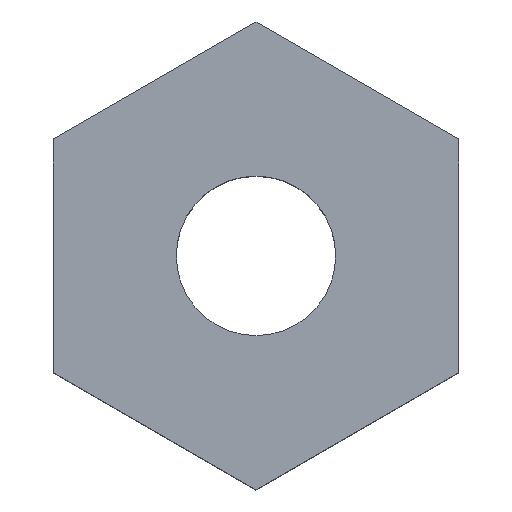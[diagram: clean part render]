
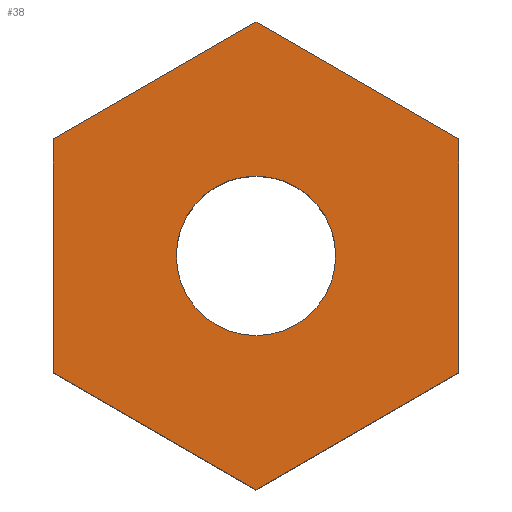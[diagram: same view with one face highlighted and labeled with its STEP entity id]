
A CAD part, top view. The second image highlights one B-rep face of the part: STEP entity #38.
In plain terms, the highlighted planar face has unit normal (0, 0, 1).
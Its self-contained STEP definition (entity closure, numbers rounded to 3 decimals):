
#23 = EDGE_LOOP ( 'NONE', ( #288, #289 ) ) ;
#38 = ADVANCED_FACE ( 'NONE', ( #440, #442 ), #90, .T. ) ;
#86 = DIRECTION ( 'NONE',  ( 0., 0., 1. ) ) ;
#89 = CARTESIAN_POINT ( 'NONE',  ( 3.175, 5.499, 5.75 ) ) ;
#90 = PLANE ( 'NONE',  #392 ) ;
#92 = DIRECTION ( 'NONE',  ( 1., 0., 0. ) ) ;
#123 = CARTESIAN_POINT ( 'NONE',  ( -3.175, -1.833, 5.75 ) ) ;
#126 = DIRECTION ( 'NONE',  ( 0.866, -0.5, 0. ) ) ;
#128 = CARTESIAN_POINT ( 'NONE',  ( 0., -3.666, 5.75 ) ) ;
#129 = DIRECTION ( 'NONE',  ( 0.866, 0.5, 0. ) ) ;
#131 = CARTESIAN_POINT ( 'NONE',  ( 0., 0., 5.75 ) ) ;
#132 = DIRECTION ( 'NONE',  ( 0., 0., 1. ) ) ;
#133 = DIRECTION ( 'NONE',  ( 1., 0., 0. ) ) ;
#157 = CARTESIAN_POINT ( 'NONE',  ( 0., 0., 5.75 ) ) ;
#158 = DIRECTION ( 'NONE',  ( 0., 0., 1. ) ) ;
#159 = DIRECTION ( 'NONE',  ( 1., 0., 0. ) ) ;
#183 = EDGE_LOOP ( 'NONE', ( #290, #291, #292, #293, #294, #295 ) ) ;
#186 = EDGE_CURVE ( 'NONE', #355, #356, #448, .T. ) ;
#188 = EDGE_CURVE ( 'NONE', #356, #350, #465, .T. ) ;
#189 = EDGE_CURVE ( 'NONE', #332, #336, #464, .T. ) ;
#197 = EDGE_CURVE ( 'NONE', #336, #332, #476, .T. ) ;
#215 = EDGE_CURVE ( 'NONE', #350, #349, #603, .T. ) ;
#219 = EDGE_CURVE ( 'NONE', #349, #351, #605, .T. ) ;
#222 = EDGE_CURVE ( 'NONE', #351, #354, #609, .T. ) ;
#225 = EDGE_CURVE ( 'NONE', #354, #355, #615, .T. ) ;
#288 = ORIENTED_EDGE ( 'NONE', *, *, #189, .F. ) ;
#289 = ORIENTED_EDGE ( 'NONE', *, *, #197, .F. ) ;
#290 = ORIENTED_EDGE ( 'NONE', *, *, #215, .T. ) ;
#291 = ORIENTED_EDGE ( 'NONE', *, *, #219, .T. ) ;
#292 = ORIENTED_EDGE ( 'NONE', *, *, #222, .T. ) ;
#293 = ORIENTED_EDGE ( 'NONE', *, *, #225, .T. ) ;
#294 = ORIENTED_EDGE ( 'NONE', *, *, #186, .T. ) ;
#295 = ORIENTED_EDGE ( 'NONE', *, *, #188, .T. ) ;
#332 = VERTEX_POINT ( 'NONE', #554 ) ;
#336 = VERTEX_POINT ( 'NONE', #555 ) ;
#349 = VERTEX_POINT ( 'NONE', #572 ) ;
#350 = VERTEX_POINT ( 'NONE', #573 ) ;
#351 = VERTEX_POINT ( 'NONE', #574 ) ;
#354 = VERTEX_POINT ( 'NONE', #577 ) ;
#355 = VERTEX_POINT ( 'NONE', #578 ) ;
#356 = VERTEX_POINT ( 'NONE', #579 ) ;
#392 = AXIS2_PLACEMENT_3D ( 'NONE', #89, #86, #92 ) ;
#399 = AXIS2_PLACEMENT_3D ( 'NONE', #131, #132, #133 ) ;
#412 = AXIS2_PLACEMENT_3D ( 'NONE', #157, #158, #159 ) ;
#440 = FACE_BOUND ( 'NONE', #23, .T. ) ;
#442 = FACE_OUTER_BOUND ( 'NONE', #183, .T. ) ;
#448 = LINE ( 'NONE', #123, #461 ) ;
#461 = VECTOR ( 'NONE', #126, 1000. ) ;
#464 = CIRCLE ( 'NONE', #399, 1.25 ) ;
#465 = LINE ( 'NONE', #128, #466 ) ;
#466 = VECTOR ( 'NONE', #129, 1000. ) ;
#476 = CIRCLE ( 'NONE', #412, 1.25 ) ;
#526 = CARTESIAN_POINT ( 'NONE',  ( 3.175, -1.833, 5.75 ) ) ;
#531 = CARTESIAN_POINT ( 'NONE',  ( 3.175, 1.833, 5.75 ) ) ;
#533 = DIRECTION ( 'NONE',  ( 0., 1., 0. ) ) ;
#535 = CARTESIAN_POINT ( 'NONE',  ( 0., 3.666, 5.75 ) ) ;
#539 = CARTESIAN_POINT ( 'NONE',  ( -3.175, 1.833, 5.75 ) ) ;
#541 = DIRECTION ( 'NONE',  ( -0.866, 0.5, 0. ) ) ;
#547 = DIRECTION ( 'NONE',  ( -0.866, -0.5, 0. ) ) ;
#553 = DIRECTION ( 'NONE',  ( 0., -1., 0. ) ) ;
#554 = CARTESIAN_POINT ( 'NONE',  ( 1.25, 0., 5.75 ) ) ;
#555 = CARTESIAN_POINT ( 'NONE',  ( -1.25, 0., 5.75 ) ) ;
#572 = CARTESIAN_POINT ( 'NONE',  ( 3.175, 1.833, 5.75 ) ) ;
#573 = CARTESIAN_POINT ( 'NONE',  ( 3.175, -1.833, 5.75 ) ) ;
#574 = CARTESIAN_POINT ( 'NONE',  ( 0., 3.666, 5.75 ) ) ;
#577 = CARTESIAN_POINT ( 'NONE',  ( -3.175, 1.833, 5.75 ) ) ;
#578 = CARTESIAN_POINT ( 'NONE',  ( -3.175, -1.833, 5.75 ) ) ;
#579 = CARTESIAN_POINT ( 'NONE',  ( 0., -3.666, 5.75 ) ) ;
#603 = LINE ( 'NONE', #526, #604 ) ;
#604 = VECTOR ( 'NONE', #533, 1000. ) ;
#605 = LINE ( 'NONE', #531, #612 ) ;
#609 = LINE ( 'NONE', #535, #618 ) ;
#612 = VECTOR ( 'NONE', #541, 1000. ) ;
#615 = LINE ( 'NONE', #539, #623 ) ;
#618 = VECTOR ( 'NONE', #547, 1000. ) ;
#623 = VECTOR ( 'NONE', #553, 1000. ) ;
